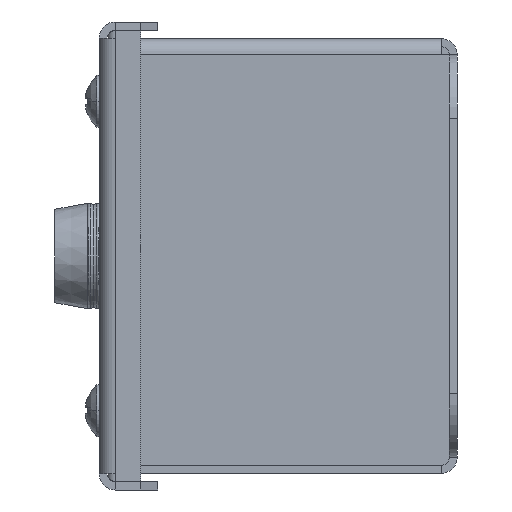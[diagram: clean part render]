
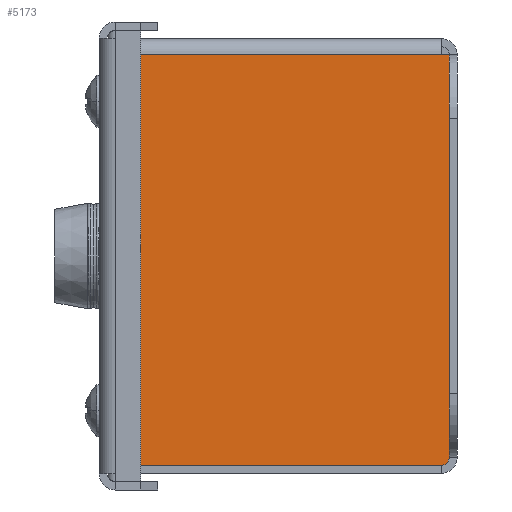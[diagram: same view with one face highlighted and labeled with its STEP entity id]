
A CAD part, left-side view. The second image highlights one B-rep face of the part: STEP entity #5173.
In plain terms, the highlighted planar face has unit normal (-1, 0, 0).
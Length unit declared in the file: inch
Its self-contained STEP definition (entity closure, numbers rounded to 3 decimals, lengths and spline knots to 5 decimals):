
#1792=DIRECTION('',(0.,0.,1.));
#1793=VECTOR('',#1792,0.048);
#1794=CARTESIAN_POINT('',(-6.8,1.904,-1.252));
#1795=LINE('',#1794,#1793);
#1796=DIRECTION('',(0.,0.,-1.));
#1797=VECTOR('',#1796,2.408);
#1798=CARTESIAN_POINT('',(-6.8,1.904,1.204));
#1799=LINE('',#1798,#1797);
#1800=DIRECTION('',(0.,1.,0.));
#1801=VECTOR('',#1800,0.048);
#1802=CARTESIAN_POINT('',(-6.8,0.048,1.204));
#1803=LINE('',#1802,#1801);
#1804=DIRECTION('',(0.,0.,1.));
#1805=VECTOR('',#1804,2.408);
#1806=CARTESIAN_POINT('',(-6.8,0.048,-1.204));
#1807=LINE('',#1806,#1805);
#1808=CARTESIAN_POINT('',(-6.8,0.096,-1.204));
#1809=DIRECTION('',(-1.,0.,0.));
#1810=DIRECTION('',(0.,0.,-1.));
#1811=AXIS2_PLACEMENT_3D('',#1808,#1809,#1810);
#1813=DIRECTION('',(0.,-1.,0.));
#1814=VECTOR('',#1813,1.808);
#1815=CARTESIAN_POINT('',(-6.8,1.904,-1.252));
#1816=LINE('',#1815,#1814);
#1932=DIRECTION('',(0.,1.,0.));
#1933=VECTOR('',#1932,1.808);
#1934=CARTESIAN_POINT('',(-6.8,0.096,1.204));
#1935=LINE('',#1934,#1933);
#2118=CARTESIAN_POINT('',(-6.8,0.096,-1.252));
#2119=CARTESIAN_POINT('',(-6.8,0.048,-1.204));
#2120=VERTEX_POINT('',#2118);
#2121=VERTEX_POINT('',#2119);
#2122=CARTESIAN_POINT('',(-6.8,0.048,1.204));
#2123=VERTEX_POINT('',#2122);
#2124=CARTESIAN_POINT('',(-6.8,0.096,1.204));
#2125=VERTEX_POINT('',#2124);
#2199=CARTESIAN_POINT('',(-6.8,1.904,1.204));
#2201=VERTEX_POINT('',#2199);
#2286=CARTESIAN_POINT('',(-6.8,1.904,-1.252));
#2287=CARTESIAN_POINT('',(-6.8,1.904,-1.204));
#2288=VERTEX_POINT('',#2286);
#2289=VERTEX_POINT('',#2287);
#5153=CARTESIAN_POINT('',(-6.8,1.47442,1.3));
#5154=DIRECTION('',(-1.,0.,0.));
#5155=DIRECTION('',(0.,-1.,0.));
#5156=AXIS2_PLACEMENT_3D('',#5153,#5154,#5155);
#5157=PLANE('',#5156);
#5159=ORIENTED_EDGE('',*,*,#5158,.T.);
#5161=ORIENTED_EDGE('',*,*,#5160,.F.);
#5163=ORIENTED_EDGE('',*,*,#5162,.F.);
#5164=ORIENTED_EDGE('',*,*,#5143,.F.);
#5166=ORIENTED_EDGE('',*,*,#5165,.F.);
#5168=ORIENTED_EDGE('',*,*,#5167,.F.);
#5170=ORIENTED_EDGE('',*,*,#5169,.F.);
#5171=EDGE_LOOP('',(#5159,#5161,#5163,#5164,#5166,#5168,#5170));
#5172=FACE_OUTER_BOUND('',#5171,.F.);
#5173=ADVANCED_FACE('',(#5172),#5157,.T.);
#1812=CIRCLE('',#1811,0.048);
#5143=EDGE_CURVE('',#2123,#2125,#1803,.T.);
#5158=EDGE_CURVE('',#2288,#2289,#1795,.T.);
#5160=EDGE_CURVE('',#2201,#2289,#1799,.T.);
#5162=EDGE_CURVE('',#2125,#2201,#1935,.T.);
#5165=EDGE_CURVE('',#2121,#2123,#1807,.T.);
#5167=EDGE_CURVE('',#2120,#2121,#1812,.T.);
#5169=EDGE_CURVE('',#2288,#2120,#1816,.T.);
